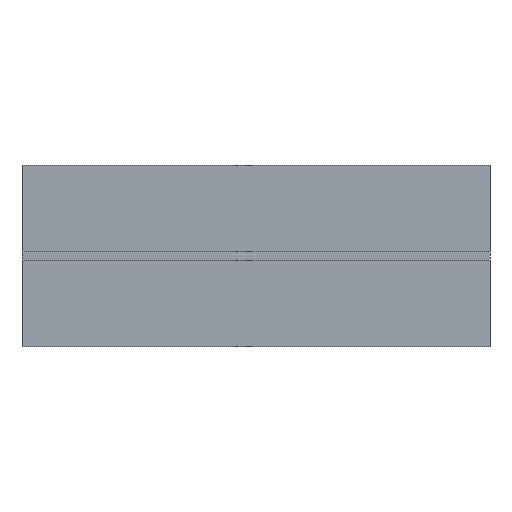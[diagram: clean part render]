
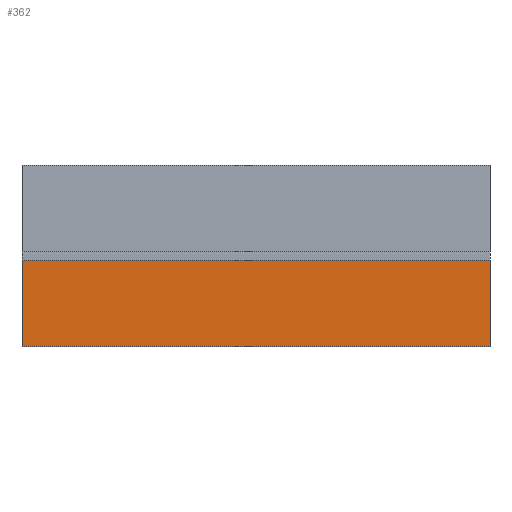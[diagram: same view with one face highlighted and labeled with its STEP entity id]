
A CAD part, left-side view. The second image highlights one B-rep face of the part: STEP entity #362.
In plain terms, the highlighted planar face has unit normal (-1, 0, 0).
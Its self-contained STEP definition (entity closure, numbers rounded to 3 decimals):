
#32 = CARTESIAN_POINT ( 'NONE',  ( -2.5, 0., 0. ) ) ;
#40 = CARTESIAN_POINT ( 'NONE',  ( -2.5, 270., -52.44 ) ) ;
#41 = VECTOR ( 'NONE', #262, 1000. ) ;
#42 = VERTEX_POINT ( 'NONE', #40 ) ;
#66 = DIRECTION ( 'NONE',  ( 0., 1., 0. ) ) ;
#71 = CARTESIAN_POINT ( 'NONE',  ( -2.5, 0., -2.5 ) ) ;
#100 = ORIENTED_EDGE ( 'NONE', *, *, #395, .T. ) ;
#113 = CARTESIAN_POINT ( 'NONE',  ( -2.5, 0., -52.44 ) ) ;
#162 = FACE_OUTER_BOUND ( 'NONE', #209, .T. ) ;
#183 = CARTESIAN_POINT ( 'NONE',  ( -2.5, 270., -2.5 ) ) ;
#195 = LINE ( 'NONE', #509, #41 ) ;
#209 = EDGE_LOOP ( 'NONE', ( #469, #297, #401, #100 ) ) ;
#213 = PLANE ( 'NONE',  #236 ) ;
#226 = DIRECTION ( 'NONE',  ( 0., 0., 1. ) ) ;
#229 = DIRECTION ( 'NONE',  ( 0., 0., 1. ) ) ;
#230 = VECTOR ( 'NONE', #346, 1000. ) ;
#236 = AXIS2_PLACEMENT_3D ( 'NONE', #260, #426, #229 ) ;
#260 = CARTESIAN_POINT ( 'NONE',  ( -2.5, 0., 0. ) ) ;
#262 = DIRECTION ( 'NONE',  ( 0., 0., 1. ) ) ;
#269 = CARTESIAN_POINT ( 'NONE',  ( -2.5, 0., -52.44 ) ) ;
#272 = LINE ( 'NONE', #269, #230 ) ;
#288 = LINE ( 'NONE', #71, #445 ) ;
#294 = VECTOR ( 'NONE', #226, 1000. ) ;
#297 = ORIENTED_EDGE ( 'NONE', *, *, #383, .F. ) ;
#309 = VERTEX_POINT ( 'NONE', #456 ) ;
#318 = EDGE_CURVE ( 'NONE', #42, #415, #195, .T. ) ;
#346 = DIRECTION ( 'NONE',  ( 0., 1., 0. ) ) ;
#354 = LINE ( 'NONE', #32, #294 ) ;
#362 = ADVANCED_FACE ( 'NONE', ( #162 ), #213, .T. ) ;
#383 = EDGE_CURVE ( 'NONE', #489, #42, #272, .T. ) ;
#395 = EDGE_CURVE ( 'NONE', #309, #415, #288, .T. ) ;
#401 = ORIENTED_EDGE ( 'NONE', *, *, #441, .T. ) ;
#415 = VERTEX_POINT ( 'NONE', #183 ) ;
#426 = DIRECTION ( 'NONE',  ( -1., 0., 0. ) ) ;
#441 = EDGE_CURVE ( 'NONE', #489, #309, #354, .T. ) ;
#445 = VECTOR ( 'NONE', #66, 1000. ) ;
#456 = CARTESIAN_POINT ( 'NONE',  ( -2.5, 0., -2.5 ) ) ;
#469 = ORIENTED_EDGE ( 'NONE', *, *, #318, .F. ) ;
#489 = VERTEX_POINT ( 'NONE', #113 ) ;
#509 = CARTESIAN_POINT ( 'NONE',  ( -2.5, 270., 0. ) ) ;
